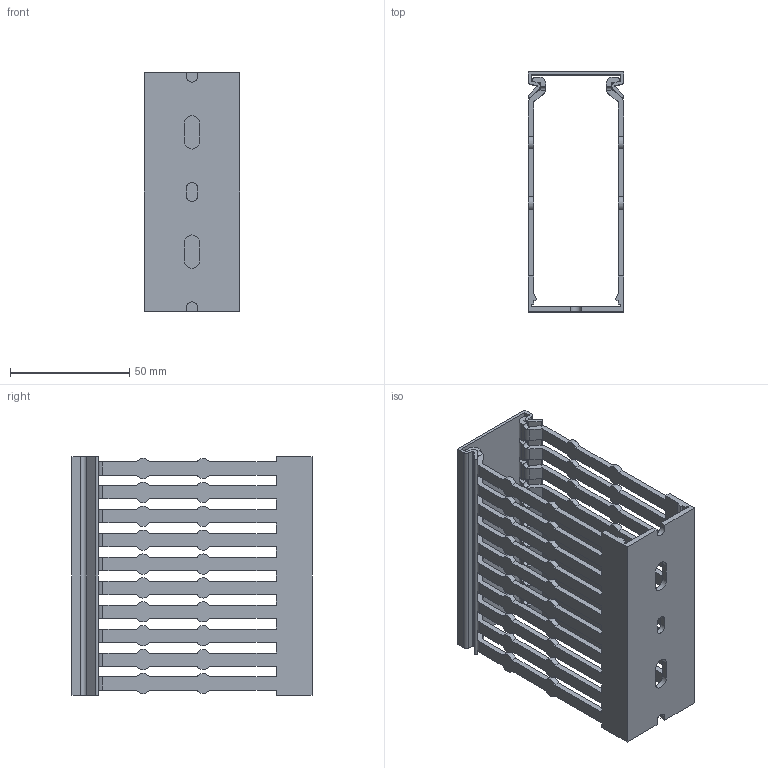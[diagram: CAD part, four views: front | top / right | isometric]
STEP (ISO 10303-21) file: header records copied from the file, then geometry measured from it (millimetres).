
FILE_DESCRIPTION(/* description */ ('F2000-40x100'),/* implementation_level */ '2;1');
FILE_NAME(/* name */ '17857.6_VK_HF_40X100_LG.stp',/* time_stamp */ '2017-11-13T16:49:24+01:00',/* author */ ('freichenberger'),/* organization */ ('Conta-Clip Verbindungstechnik GmbH'),/* preprocessor_version */ 'ST-DEVELOPER v17',/* originating_system */ 'Autodesk Inventor 2018',/* authorisation */ '');
FILE_SCHEMA (('AUTOMOTIVE_DESIGN { 1 0 10303 214 3 1 1 }'));
Length unit declared in the file: millimetre
Products named in the file (3): 7343-1; 7343-1_1; 40
Assembly tree (2 placements, depth 2):
  7343-1
    7343-1_1
    40
Bounding box: 40.01 x 100.5 x 100 mm (x, y, z)
Volume: 47566 mm3; surface area: 57413.8 mm2
Topology: 2 solids, 2 shells, 590 faces, 1758 edges, 1172 vertices
Faces by surface type: plane 348, cylinder 242
Entity records: 20468 total; most frequent: CARTESIAN_POINT 4165, ORIENTED_EDGE 3516, DIRECTION 3352, EDGE_CURVE 1758, LINE 1194, VECTOR 1194, VERTEX_POINT 1172, AXIS2_PLACEMENT_3D 1079
